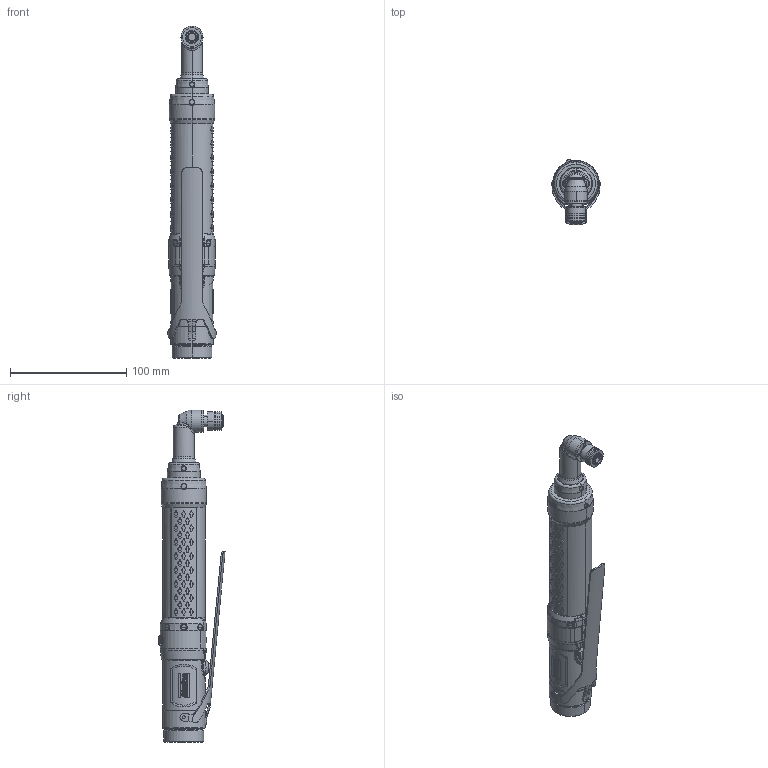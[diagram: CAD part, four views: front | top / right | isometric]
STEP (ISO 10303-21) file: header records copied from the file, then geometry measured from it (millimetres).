
FILE_DESCRIPTION((''),'2;1');
FILE_NAME('EXT_COMP_SW0014','2021-07-23T15:11:34',('INEVDh'),(''),'CREO PARAMETRIC BY PTC INC, 2020281','CREO PARAMETRIC BY PTC INC, 2020281','');
FILE_SCHEMA(('CONFIG_CONTROL_DESIGN'));
Products named in the file (1): EXT_COMP_SW0014
Bounding box: 42.25 x 56.77 x 285.04 mm (x, y, z)
Volume: 269143.1 mm3; surface area: 44847.7 mm2
Topology: 1 solids, 11 shells, 2294 faces, 6218 edges, 3955 vertices
Faces by surface type: bspline 1272, cylinder 371, plane 361, cone 151, torus 108, sphere 31
Entity records: 148178 total; most frequent: CARTESIAN_POINT 100098, ORIENTED_EDGE 12374, EDGE_CURVE 6187, DIRECTION 6135, VERTEX_POINT 3955, B_SPLINE_CURVE_WITH_KNOTS 3188, EDGE_LOOP 2446, FACE_OUTER_BOUND 2294
